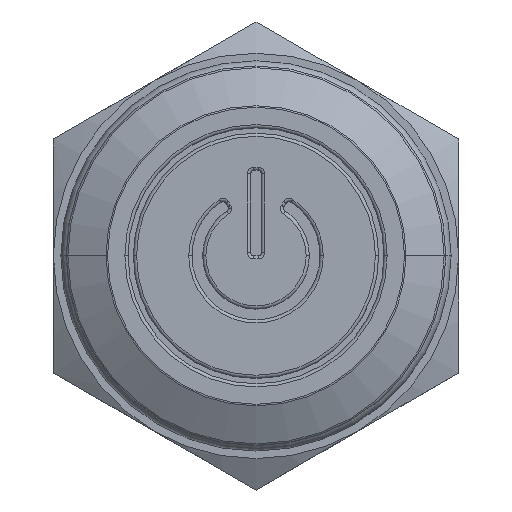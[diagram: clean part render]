
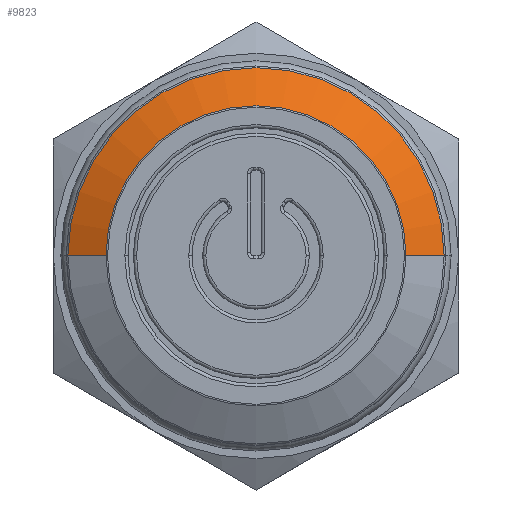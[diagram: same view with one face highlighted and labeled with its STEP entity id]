
A CAD part, top view. The second image highlights one B-rep face of the part: STEP entity #9823.
In plain terms, the highlighted conical face has half-angle 62.241 degrees and reference radius 7 mm.
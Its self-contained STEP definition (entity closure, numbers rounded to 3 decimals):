
#33 = CIRCLE ( 'NONE', #7022, 8.82 ) ;
#87 = CARTESIAN_POINT ( 'NONE',  ( -8.82, 0., 0.542 ) ) ;
#149 = ORIENTED_EDGE ( 'NONE', *, *, #1288, .T. ) ;
#1204 = DIRECTION ( 'NONE',  ( 1., 0., 0. ) ) ;
#1282 = DIRECTION ( 'NONE',  ( 0., 0., 1. ) ) ;
#1288 = EDGE_CURVE ( 'NONE', #1305, #10192, #4218, .T. ) ;
#1305 = VERTEX_POINT ( 'NONE', #8275 ) ;
#1345 = DIRECTION ( 'NONE',  ( 1., 0., 0. ) ) ;
#1417 = LINE ( 'NONE', #3502, #9045 ) ;
#1870 = CARTESIAN_POINT ( 'NONE',  ( 8.82, 0., 0.542 ) ) ;
#2033 = DIRECTION ( 'NONE',  ( 0., 0., -1. ) ) ;
#2414 = CARTESIAN_POINT ( 'NONE',  ( 7., 0., 1.5 ) ) ;
#2808 = VERTEX_POINT ( 'NONE', #4341 ) ;
#3502 = CARTESIAN_POINT ( 'NONE',  ( -7., 0., 1.5 ) ) ;
#3688 = AXIS2_PLACEMENT_3D ( 'NONE', #8681, #2033, #1204 ) ;
#3876 = AXIS2_PLACEMENT_3D ( 'NONE', #6317, #4759, #5601 ) ;
#4211 = VERTEX_POINT ( 'NONE', #87 ) ;
#4218 = LINE ( 'NONE', #2414, #10064 ) ;
#4341 = CARTESIAN_POINT ( 'NONE',  ( -7.033, 0., 1.483 ) ) ;
#4597 = CARTESIAN_POINT ( 'NONE',  ( 0., 0., 0.542 ) ) ;
#4759 = DIRECTION ( 'NONE',  ( 0., 0., -1. ) ) ;
#5601 = DIRECTION ( 'NONE',  ( -1., 0., 0. ) ) ;
#5618 = EDGE_LOOP ( 'NONE', ( #7894, #149, #6141, #10564 ) ) ;
#5767 = EDGE_CURVE ( 'NONE', #10192, #4211, #33, .T. ) ;
#6141 = ORIENTED_EDGE ( 'NONE', *, *, #5767, .T. ) ;
#6280 = FACE_OUTER_BOUND ( 'NONE', #5618, .T. ) ;
#6317 = CARTESIAN_POINT ( 'NONE',  ( 0., 0., 1.5 ) ) ;
#6321 = EDGE_CURVE ( 'NONE', #2808, #4211, #1417, .T. ) ;
#6406 = EDGE_CURVE ( 'NONE', #2808, #1305, #7882, .T. ) ;
#7022 = AXIS2_PLACEMENT_3D ( 'NONE', #4597, #1282, #1345 ) ;
#7882 = CIRCLE ( 'NONE', #3688, 7.033 ) ;
#7894 = ORIENTED_EDGE ( 'NONE', *, *, #6406, .T. ) ;
#8232 = CONICAL_SURFACE ( 'NONE', #3876, 7., 1.086 ) ;
#8275 = CARTESIAN_POINT ( 'NONE',  ( 7.033, 0., 1.483 ) ) ;
#8681 = CARTESIAN_POINT ( 'NONE',  ( 0., 0., 1.483 ) ) ;
#9045 = VECTOR ( 'NONE', #9308, 1000. ) ;
#9308 = DIRECTION ( 'NONE',  ( -0.885, 0., -0.466 ) ) ;
#9823 = ADVANCED_FACE ( 'NONE', ( #6280 ), #8232, .T. ) ;
#9920 = DIRECTION ( 'NONE',  ( 0.885, 0., -0.466 ) ) ;
#10064 = VECTOR ( 'NONE', #9920, 1000. ) ;
#10192 = VERTEX_POINT ( 'NONE', #1870 ) ;
#10564 = ORIENTED_EDGE ( 'NONE', *, *, #6321, .F. ) ;
